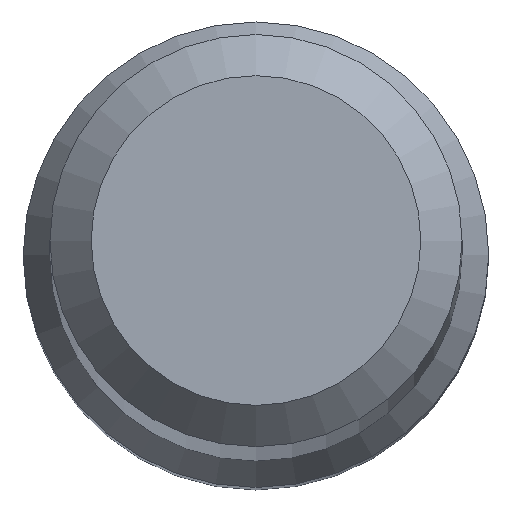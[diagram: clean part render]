
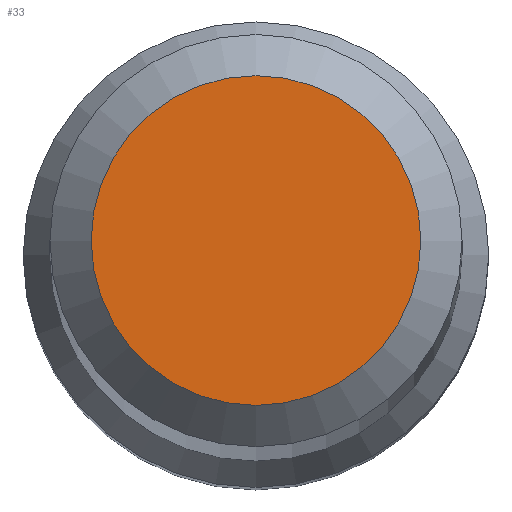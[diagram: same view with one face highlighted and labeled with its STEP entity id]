
A CAD part, top view. The second image highlights one B-rep face of the part: STEP entity #33.
In plain terms, the highlighted planar face has unit normal (0, 0, 1).
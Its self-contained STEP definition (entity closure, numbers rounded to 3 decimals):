
#3 = CARTESIAN_POINT ( 'NONE',  ( 0., 1.2, 70. ) ) ;
#14 = DIRECTION ( 'NONE',  ( 0., 1., 0. ) ) ;
#15 = CARTESIAN_POINT ( 'NONE',  ( 0., 0., 70. ) ) ;
#30 = EDGE_LOOP ( 'NONE', ( #47 ) ) ;
#32 = DIRECTION ( 'NONE',  ( 0., 0., 1. ) ) ;
#33 = ADVANCED_FACE ( 'NONE', ( #192 ), #52, .T. ) ;
#36 = AXIS2_PLACEMENT_3D ( 'NONE', #15, #76, #14 ) ;
#40 = VERTEX_POINT ( 'NONE', #3 ) ;
#47 = ORIENTED_EDGE ( 'NONE', *, *, #51, .F. ) ;
#51 = EDGE_CURVE ( 'NONE', #40, #40, #61, .T. ) ;
#52 = PLANE ( 'NONE',  #160 ) ;
#61 = CIRCLE ( 'NONE', #36, 1.2 ) ;
#76 = DIRECTION ( 'NONE',  ( 0., 0., -1. ) ) ;
#99 = DIRECTION ( 'NONE',  ( 0., -1., 0. ) ) ;
#134 = CARTESIAN_POINT ( 'NONE',  ( 0., 0., 70. ) ) ;
#160 = AXIS2_PLACEMENT_3D ( 'NONE', #134, #32, #99 ) ;
#192 = FACE_OUTER_BOUND ( 'NONE', #30, .T. ) ;
